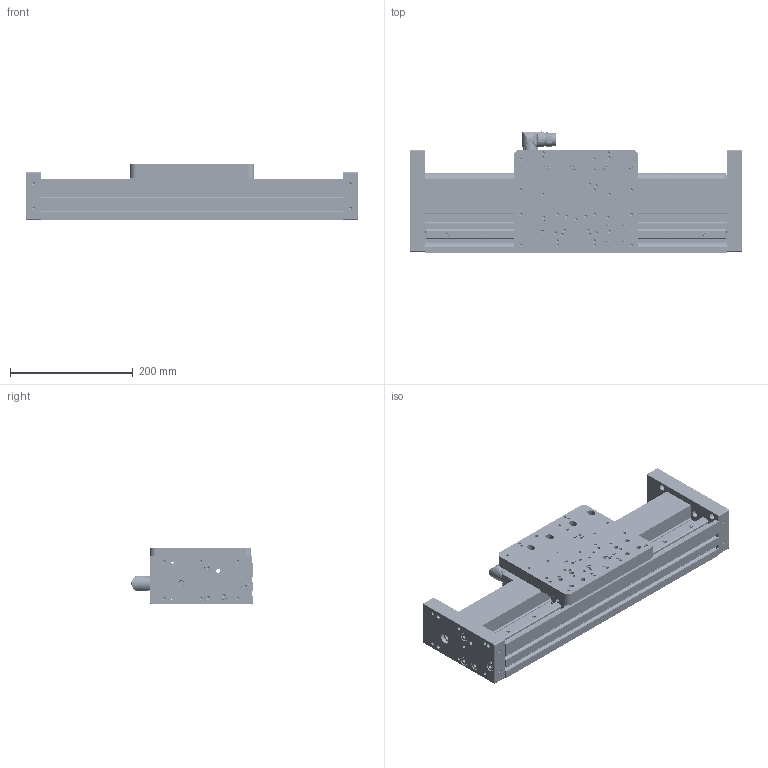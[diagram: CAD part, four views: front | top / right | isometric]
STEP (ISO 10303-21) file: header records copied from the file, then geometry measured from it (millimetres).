
FILE_DESCRIPTION (( 'STEP AP214' ), '1' );
FILE_NAME ('0186-1815_250516_FM01-48-540_285_1CF48x150G-HP-BE02-MD01-C.STEP', '2025-05-16T10:15:20', ( '' ), ( '' ), 'SwSTEP 2.0', 'SolidWorks 2024', '' );
FILE_SCHEMA (( 'AUTOMOTIVE_DESIGN' ));
Length unit declared in the file: millimetre
Products named in the file (33): 123742; 147522_1; 0180-2661_PF03k-48x156_PF03-48x156; 0150-2189_Hammermutter N8!M4; 0180-0769_F01-48-APF-M; 0230-0068_Gew.-Stift_I-6kt_Zpf_M3x4_INOX; 0230-0127_Linearkugellager_LBBR 10-LS; 0230-0041_zyl.-schr._i-6kt_M4x16_8.8_v-b; 0180-3474_FM01k-48-AV-F; 0150-5265_LLTHC 15 U-T2 P5; 0230-0038_Zyl.-Schr._I-6kt_M8x35_8.8_v-b; 0186-1815_250516_FM01-48-540_285_1CF48x150G-HP-BE02-MD01-C; 0160-4607_LR01-15x488; 0230-0231_Zyl.-Stift_5x20_STAHL-GH; 0186-0972_191121_PS01-48x150G-HP-C; 0160-0794_Kugelscheibe_M10x20.5x4_Stahl_Schwartz; 0230-0306_Zyl.-Stift_10x70_STAHL-GH; 0180-2662_F01k-48x150-APF-W; PS01-48x150-HP-C; 0230-0237_zyl.-schr._i-6kt_M6x20_8.8_v-b1; 0186-1814_CF48x150-HP-BE02-MD01-C; Carriage_kit^0186-1814_CF48x150-HP-BE02-MD01-C; 0230-0307_DF_1.1 x Dm13,6x20.40_47-5-1-Durovis; 0160-2576_FS01k-48x490_FS01k-48x490; 0150-3081_MC01-Cw!m_+90°; 0186-1677_FM01-48-540_FM01-48x540; 0230-0235_Zyl.-schr._i-6kt_M4x8_12.9_schwarz; 0186-1538_PL01-28x500!450-HP-SF_PL01-28x500!450-HP-SF; 0230-0221_Zyl.-Schr_I-6kt_n-K_M6x16_8.8_v-b; 0150-5655_PF03-48x156_Pf03-PS01-48-240-reigt; 0230-0039_Zyl.-Schr._I-6kt_M10x35_8.8_v-b; 0230-0175_Pass.-Scheibe_ 10x16x1; 0180-3432_FM01k-48-AH-F
Assembly tree (75 placements, depth 6):
  0186-1815_250516_FM01-48-540_285_1CF48x150G-HP-BE02-MD01-C
    0186-1677_FM01-48-540_FM01-48x540
      0160-2576_FS01k-48x490_FS01k-48x490
      0160-4607_LR01-15x488
      0150-2189_Hammermutter N8!M4  x8
      0230-0041_zyl.-schr._i-6kt_M4x16_8.8_v-b  x8
      0180-3432_FM01k-48-AH-F
      0230-0038_Zyl.-Schr._I-6kt_M8x35_8.8_v-b  x8
      0186-1538_PL01-28x500!450-HP-SF_PL01-28x500!450-HP-SF
      0180-3474_FM01k-48-AV-F
      0160-0794_Kugelscheibe_M10x20.5x4_Stahl_Schwartz  x2
      0230-0039_Zyl.-Schr._I-6kt_M10x35_8.8_v-b
      0230-0231_Zyl.-Stift_5x20_STAHL-GH  x4
    0186-1814_CF48x150-HP-BE02-MD01-C
      Carriage_kit^0186-1814_CF48x150-HP-BE02-MD01-C
        0180-2662_F01k-48x150-APF-W
        0150-5265_LLTHC 15 U-T2 P5  x2
        0230-0235_Zyl.-schr._i-6kt_M4x8_12.9_schwarz  x8
        0180-0769_F01-48-APF-M  x2
        0230-0127_Linearkugellager_LBBR 10-LS  x2
        0230-0306_Zyl.-Stift_10x70_STAHL-GH  x2
        0230-0068_Gew.-Stift_I-6kt_Zpf_M3x4_INOX  x2
        0230-0221_Zyl.-Schr_I-6kt_n-K_M6x16_8.8_v-b  x4
        0230-0307_DF_1.1 x Dm13,6x20.40_47-5-1-Durovis  x2
        0230-0175_Pass.-Scheibe_ 10x16x1  x2
        0150-5655_PF03-48x156_Pf03-PS01-48-240-reigt
          0180-2661_PF03k-48x156_PF03-48x156
          0230-0237_zyl.-schr._i-6kt_M6x20_8.8_v-b1  x2
        0186-0972_191121_PS01-48x150G-HP-C
          PS01-48x150-HP-C
          0150-3081_MC01-Cw!m_+90°
            123742
            147522_1
Bounding box: 540 x 197.12 x 91.15 mm (x, y, z)
Volume: 3559237.6 mm3; surface area: 979929.3 mm2
Topology: 82 solids, 105 shells, 6281 faces, 15871 edges, 9970 vertices
Faces by surface type: plane 2404, cylinder 1720, cone 1114, bspline 884, torus 155, sphere 4
Full cylindrical faces by diameter (mm): 1 x10, 1.2 x5, 1.5 x5, 1.8 x5, 2 x10, 2.05 x4, 2.1 x4, 2.5 x8, 2.6 x4, 2.7 x10, 2.8 x6, 2.9 x4, 3 x13, 3.2 x2, 3.3 x11, 4 x240, 4.5 x24, 5 x89, 5.5 x4, 6 x92, 6.4 x14, 6.79 x4, 6.8 x8, 7 x16, 7.5 x8, 8 x192, 8.4 x8, 8.5 x2, 9 x2, 10 x43
Entity records: 180886 total; most frequent: CARTESIAN_POINT 67180, ORIENTED_EDGE 19980, DIRECTION 16046, EDGE_CURVE 9990, VERTEX_POINT 6872, AXIS2_PLACEMENT_3D 5410, EDGE_LOOP 5328, LINE 5226
